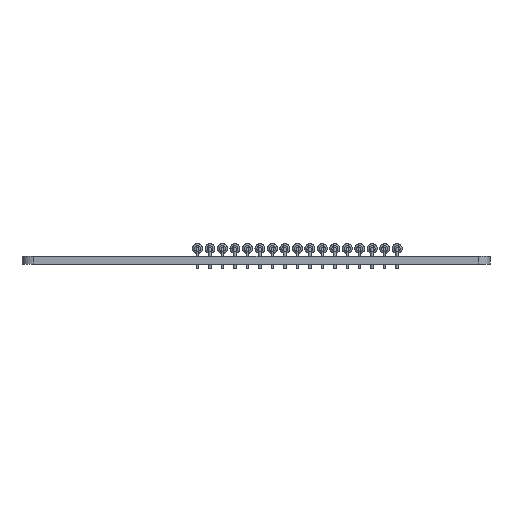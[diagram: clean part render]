
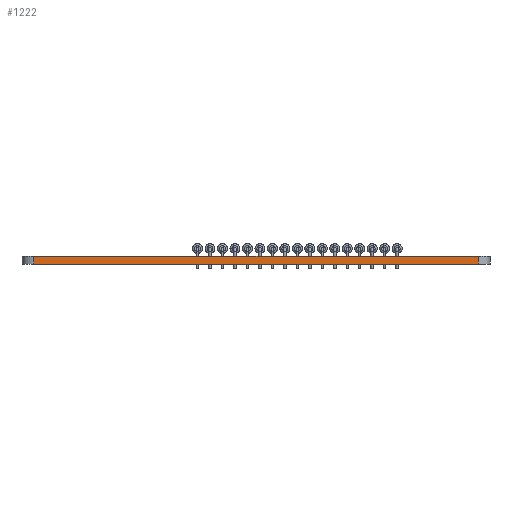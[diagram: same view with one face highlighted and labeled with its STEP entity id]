
A CAD part, left-side view. The second image highlights one B-rep face of the part: STEP entity #1222.
In plain terms, the highlighted planar face has unit normal (-1, 0, 0).
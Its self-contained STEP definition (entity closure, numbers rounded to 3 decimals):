
#1039 = CYLINDRICAL_SURFACE('',#1040,2.381);
#1040 = AXIS2_PLACEMENT_3D('',#1041,#1042,#1043);
#1041 = CARTESIAN_POINT('',(34.131,-33.338,0.));
#1042 = DIRECTION('',(0.,0.,-1.));
#1043 = DIRECTION('',(1.,0.,0.));
#1064 = VERTEX_POINT('',#1065);
#1065 = CARTESIAN_POINT('',(31.75,-33.338,1.6));
#1080 = PLANE('',#1081);
#1081 = AXIS2_PLACEMENT_3D('',#1082,#1083,#1084);
#1082 = CARTESIAN_POINT('',(80.963,-78.581,1.6));
#1083 = DIRECTION('',(0.,0.,1.));
#1084 = DIRECTION('',(1.,0.,0.));
#1092 = EDGE_CURVE('',#1093,#1064,#1095,.T.);
#1093 = VERTEX_POINT('',#1094);
#1094 = CARTESIAN_POINT('',(31.75,-33.338,0.));
#1095 = SURFACE_CURVE('',#1096,(#1100,#1107),.PCURVE_S1.);
#1096 = LINE('',#1097,#1098);
#1097 = CARTESIAN_POINT('',(31.75,-33.338,0.));
#1098 = VECTOR('',#1099,1.);
#1099 = DIRECTION('',(0.,0.,1.));
#1100 = PCURVE('',#1039,#1101);
#1101 = DEFINITIONAL_REPRESENTATION('',(#1102),#1106);
#1102 = LINE('',#1103,#1104);
#1103 = CARTESIAN_POINT('',(-3.142,0.));
#1104 = VECTOR('',#1105,1.);
#1105 = DIRECTION('',(0.,-1.));
#1106 = ( GEOMETRIC_REPRESENTATION_CONTEXT(2) 
PARAMETRIC_REPRESENTATION_CONTEXT() REPRESENTATION_CONTEXT('2D SPACE',''
  ) );
#1107 = PCURVE('',#1108,#1113);
#1108 = PLANE('',#1109);
#1109 = AXIS2_PLACEMENT_3D('',#1110,#1111,#1112);
#1110 = CARTESIAN_POINT('',(31.75,-33.338,0.));
#1111 = DIRECTION('',(1.,0.,0.));
#1112 = DIRECTION('',(0.,-1.,0.));
#1113 = DEFINITIONAL_REPRESENTATION('',(#1114),#1118);
#1114 = LINE('',#1115,#1116);
#1115 = CARTESIAN_POINT('',(0.,0.));
#1116 = VECTOR('',#1117,1.);
#1117 = DIRECTION('',(0.,-1.));
#1118 = ( GEOMETRIC_REPRESENTATION_CONTEXT(2) 
PARAMETRIC_REPRESENTATION_CONTEXT() REPRESENTATION_CONTEXT('2D SPACE',''
  ) );
#1135 = PLANE('',#1136);
#1136 = AXIS2_PLACEMENT_3D('',#1137,#1138,#1139);
#1137 = CARTESIAN_POINT('',(80.963,-78.581,0.));
#1138 = DIRECTION('',(0.,0.,1.));
#1139 = DIRECTION('',(1.,0.,0.));
#1222 = ADVANCED_FACE('',(#1223),#1108,.F.);
#1223 = FACE_BOUND('',#1224,.F.);
#1224 = EDGE_LOOP('',(#1225,#1226,#1249,#1277));
#1225 = ORIENTED_EDGE('',*,*,#1092,.T.);
#1226 = ORIENTED_EDGE('',*,*,#1227,.T.);
#1227 = EDGE_CURVE('',#1064,#1228,#1230,.T.);
#1228 = VERTEX_POINT('',#1229);
#1229 = CARTESIAN_POINT('',(31.75,-123.825,1.6));
#1230 = SURFACE_CURVE('',#1231,(#1235,#1242),.PCURVE_S1.);
#1231 = LINE('',#1232,#1233);
#1232 = CARTESIAN_POINT('',(31.75,-33.338,1.6));
#1233 = VECTOR('',#1234,1.);
#1234 = DIRECTION('',(0.,-1.,0.));
#1235 = PCURVE('',#1108,#1236);
#1236 = DEFINITIONAL_REPRESENTATION('',(#1237),#1241);
#1237 = LINE('',#1238,#1239);
#1238 = CARTESIAN_POINT('',(0.,-1.6));
#1239 = VECTOR('',#1240,1.);
#1240 = DIRECTION('',(1.,0.));
#1241 = ( GEOMETRIC_REPRESENTATION_CONTEXT(2) 
PARAMETRIC_REPRESENTATION_CONTEXT() REPRESENTATION_CONTEXT('2D SPACE',''
  ) );
#1242 = PCURVE('',#1080,#1243);
#1243 = DEFINITIONAL_REPRESENTATION('',(#1244),#1248);
#1244 = LINE('',#1245,#1246);
#1245 = CARTESIAN_POINT('',(-49.213,45.244));
#1246 = VECTOR('',#1247,1.);
#1247 = DIRECTION('',(0.,-1.));
#1248 = ( GEOMETRIC_REPRESENTATION_CONTEXT(2) 
PARAMETRIC_REPRESENTATION_CONTEXT() REPRESENTATION_CONTEXT('2D SPACE',''
  ) );
#1249 = ORIENTED_EDGE('',*,*,#1250,.F.);
#1250 = EDGE_CURVE('',#1251,#1228,#1253,.T.);
#1251 = VERTEX_POINT('',#1252);
#1252 = CARTESIAN_POINT('',(31.75,-123.825,0.));
#1253 = SURFACE_CURVE('',#1254,(#1258,#1265),.PCURVE_S1.);
#1254 = LINE('',#1255,#1256);
#1255 = CARTESIAN_POINT('',(31.75,-123.825,0.));
#1256 = VECTOR('',#1257,1.);
#1257 = DIRECTION('',(0.,0.,1.));
#1258 = PCURVE('',#1108,#1259);
#1259 = DEFINITIONAL_REPRESENTATION('',(#1260),#1264);
#1260 = LINE('',#1261,#1262);
#1261 = CARTESIAN_POINT('',(90.488,0.));
#1262 = VECTOR('',#1263,1.);
#1263 = DIRECTION('',(0.,-1.));
#1264 = ( GEOMETRIC_REPRESENTATION_CONTEXT(2) 
PARAMETRIC_REPRESENTATION_CONTEXT() REPRESENTATION_CONTEXT('2D SPACE',''
  ) );
#1265 = PCURVE('',#1266,#1271);
#1266 = CYLINDRICAL_SURFACE('',#1267,2.381);
#1267 = AXIS2_PLACEMENT_3D('',#1268,#1269,#1270);
#1268 = CARTESIAN_POINT('',(34.131,-123.825,0.));
#1269 = DIRECTION('',(0.,0.,-1.));
#1270 = DIRECTION('',(1.,0.,0.));
#1271 = DEFINITIONAL_REPRESENTATION('',(#1272),#1276);
#1272 = LINE('',#1273,#1274);
#1273 = CARTESIAN_POINT('',(-3.142,0.));
#1274 = VECTOR('',#1275,1.);
#1275 = DIRECTION('',(0.,-1.));
#1276 = ( GEOMETRIC_REPRESENTATION_CONTEXT(2) 
PARAMETRIC_REPRESENTATION_CONTEXT() REPRESENTATION_CONTEXT('2D SPACE',''
  ) );
#1277 = ORIENTED_EDGE('',*,*,#1278,.F.);
#1278 = EDGE_CURVE('',#1093,#1251,#1279,.T.);
#1279 = SURFACE_CURVE('',#1280,(#1284,#1291),.PCURVE_S1.);
#1280 = LINE('',#1281,#1282);
#1281 = CARTESIAN_POINT('',(31.75,-33.338,0.));
#1282 = VECTOR('',#1283,1.);
#1283 = DIRECTION('',(0.,-1.,0.));
#1284 = PCURVE('',#1108,#1285);
#1285 = DEFINITIONAL_REPRESENTATION('',(#1286),#1290);
#1286 = LINE('',#1287,#1288);
#1287 = CARTESIAN_POINT('',(0.,0.));
#1288 = VECTOR('',#1289,1.);
#1289 = DIRECTION('',(1.,0.));
#1290 = ( GEOMETRIC_REPRESENTATION_CONTEXT(2) 
PARAMETRIC_REPRESENTATION_CONTEXT() REPRESENTATION_CONTEXT('2D SPACE',''
  ) );
#1291 = PCURVE('',#1135,#1292);
#1292 = DEFINITIONAL_REPRESENTATION('',(#1293),#1297);
#1293 = LINE('',#1294,#1295);
#1294 = CARTESIAN_POINT('',(-49.213,45.244));
#1295 = VECTOR('',#1296,1.);
#1296 = DIRECTION('',(0.,-1.));
#1297 = ( GEOMETRIC_REPRESENTATION_CONTEXT(2) 
PARAMETRIC_REPRESENTATION_CONTEXT() REPRESENTATION_CONTEXT('2D SPACE',''
  ) );
